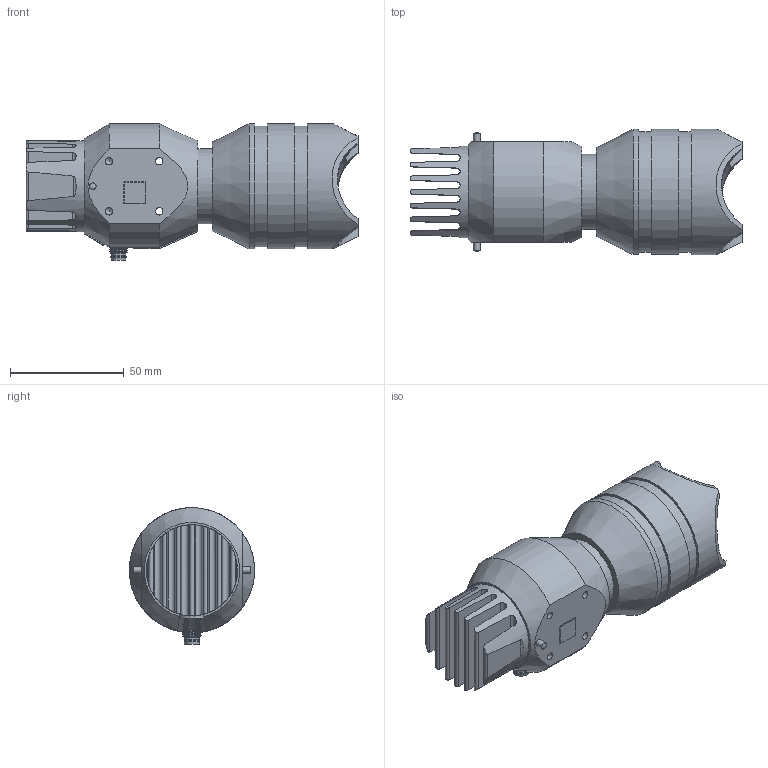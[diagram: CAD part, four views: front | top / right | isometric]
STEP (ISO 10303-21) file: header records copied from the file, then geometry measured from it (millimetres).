
FILE_DESCRIPTION(/* description */ ('Spotbeleuchtung S-5x50-xxx-N-CLR-P-S'),/* implementation_level */ '2;1');
FILE_NAME(/* name */ 'S-5x50-xxxx-N-CLR-P-S_web.stp',/* time_stamp */ '2021-11-22T14:10:56+01:00',/* author */ ('S. Ludwig'),/* organization */ ('evotron GmbH & Co. KG Pfuetschbergstrasse 1 98527 Suhl'),/* preprocessor_version */ 'ST-DEVELOPER v18.1',/* authorisation */ '');
FILE_SCHEMA (('AUTOMOTIVE_DESIGN { 1 0 10303 214 3 1 1 }'));
Length unit declared in the file: millimetre
Products named in the file (1): S-5x50-xxxx-N-CLR-P-S_Vereinfachen_1
Bounding box: 145.75 x 54.99 x 59.99 mm (x, y, z)
Volume: 233379.9 mm3; surface area: 37235.9 mm2
Topology: 1 solids, 18 shells, 216 faces, 622 edges, 434 vertices
Faces by surface type: plane 126, cylinder 58, cone 17, bspline 13, sphere 2
Full cylindrical faces by diameter (mm): 3 x2, 3.242 x8, 6.5 x1, 6.9 x1, 8 x7, 33 x1, 40 x1, 53 x2, 55 x3
Entity records: 14271 total; most frequent: CARTESIAN_POINT 8497, ORIENTED_EDGE 1175, DIRECTION 1028, EDGE_CURVE 614, VERTEX_POINT 434, LINE 360, VECTOR 360, AXIS2_PLACEMENT_3D 334
